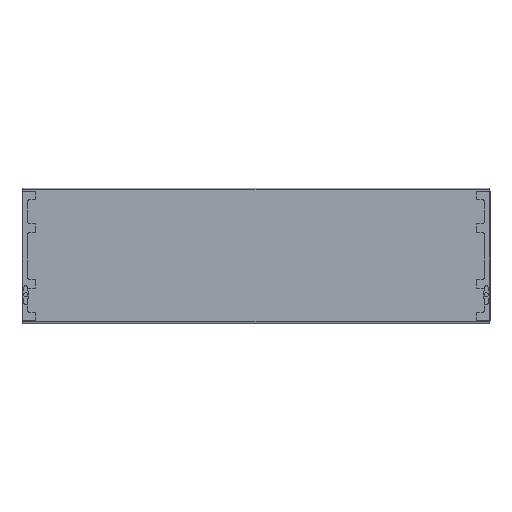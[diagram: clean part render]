
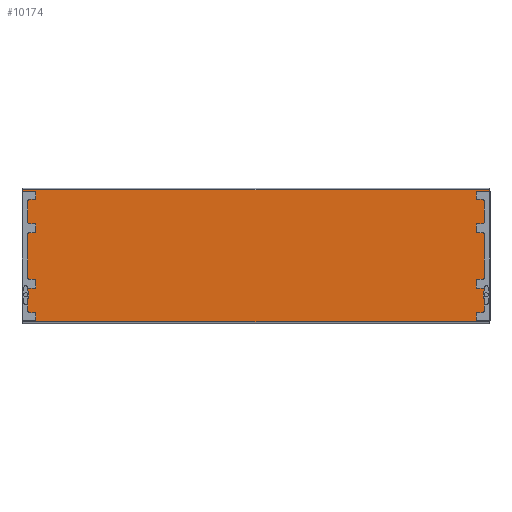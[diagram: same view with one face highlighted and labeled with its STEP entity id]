
A CAD part, top view. The second image highlights one B-rep face of the part: STEP entity #10174.
In plain terms, the highlighted planar face has unit normal (0, 0, 1).
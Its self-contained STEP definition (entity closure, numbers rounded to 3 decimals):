
#743 = ORIENTED_EDGE ( 'NONE', *, *, #5031, .F. ) ;
#1060 = ORIENTED_EDGE ( 'NONE', *, *, #5545, .T. ) ;
#1090 = AXIS2_PLACEMENT_3D ( 'NONE', #2903, #4553, #5426 ) ;
#1382 = LINE ( 'NONE', #4035, #10194 ) ;
#1882 = EDGE_CURVE ( 'NONE', #8518, #6033, #6654, .T. ) ;
#1937 = DIRECTION ( 'NONE',  ( 1., 0., 0. ) ) ;
#1951 = LINE ( 'NONE', #7767, #10771 ) ;
#2903 = CARTESIAN_POINT ( 'NONE',  ( -1050., 297.235, -2. ) ) ;
#2933 = PLANE ( 'NONE',  #1090 ) ;
#3333 = DIRECTION ( 'NONE',  ( 0., -1., 0. ) ) ;
#4035 = CARTESIAN_POINT ( 'NONE',  ( -1050., 297.235, -2. ) ) ;
#4130 = VERTEX_POINT ( 'NONE', #7210 ) ;
#4382 = ORIENTED_EDGE ( 'NONE', *, *, #9893, .T. ) ;
#4507 = ORIENTED_EDGE ( 'NONE', *, *, #1882, .F. ) ;
#4553 = DIRECTION ( 'NONE',  ( 0., 0., 1. ) ) ;
#4793 = DIRECTION ( 'NONE',  ( 1., 0., 0. ) ) ;
#4827 = CARTESIAN_POINT ( 'NONE',  ( -1050., 297.235, -2. ) ) ;
#4942 = DIRECTION ( 'NONE',  ( 0., -1., 0. ) ) ;
#5031 = EDGE_CURVE ( 'NONE', #6033, #4130, #8258, .T. ) ;
#5426 = DIRECTION ( 'NONE',  ( 1., 0., 0. ) ) ;
#5545 = EDGE_CURVE ( 'NONE', #10123, #4130, #1951, .T. ) ;
#5840 = CARTESIAN_POINT ( 'NONE',  ( 1050., 297.235, -2. ) ) ;
#6033 = VERTEX_POINT ( 'NONE', #9039 ) ;
#6654 = LINE ( 'NONE', #4827, #6792 ) ;
#6792 = VECTOR ( 'NONE', #4793, 1000. ) ;
#6909 = VECTOR ( 'NONE', #3333, 1000. ) ;
#7210 = CARTESIAN_POINT ( 'NONE',  ( 1050., -297.235, -2. ) ) ;
#7292 = CARTESIAN_POINT ( 'NONE',  ( -1050., 297.235, -2. ) ) ;
#7767 = CARTESIAN_POINT ( 'NONE',  ( -1050., -297.235, -2. ) ) ;
#7880 = CARTESIAN_POINT ( 'NONE',  ( -1050., -297.235, -2. ) ) ;
#8258 = LINE ( 'NONE', #5840, #6909 ) ;
#8478 = FACE_OUTER_BOUND ( 'NONE', #8713, .T. ) ;
#8518 = VERTEX_POINT ( 'NONE', #7292 ) ;
#8713 = EDGE_LOOP ( 'NONE', ( #743, #4507, #4382, #1060 ) ) ;
#9039 = CARTESIAN_POINT ( 'NONE',  ( 1050., 297.235, -2. ) ) ;
#9893 = EDGE_CURVE ( 'NONE', #8518, #10123, #1382, .T. ) ;
#10123 = VERTEX_POINT ( 'NONE', #7880 ) ;
#10174 = ADVANCED_FACE ( 'NONE', ( #8478 ), #2933, .T. ) ;
#10194 = VECTOR ( 'NONE', #4942, 1000. ) ;
#10771 = VECTOR ( 'NONE', #1937, 1000. ) ;
